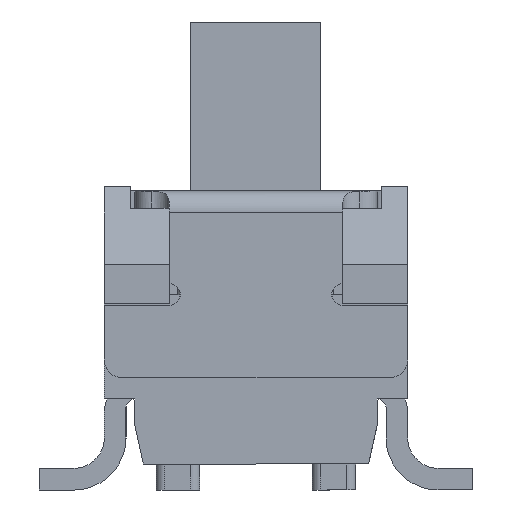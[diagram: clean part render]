
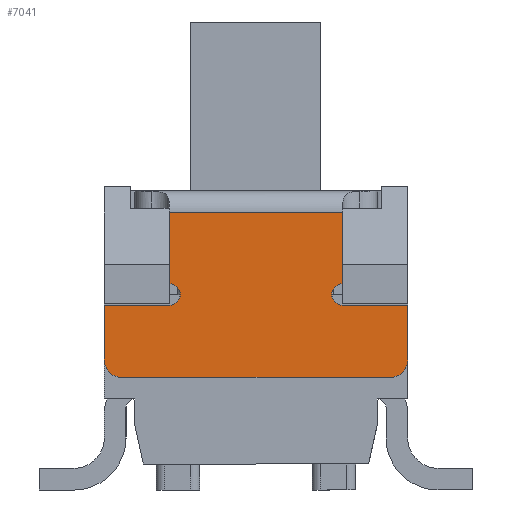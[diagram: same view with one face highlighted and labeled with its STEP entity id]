
A CAD part, left-side view. The second image highlights one B-rep face of the part: STEP entity #7041.
In plain terms, the highlighted planar face has unit normal (-1, 0, 0).
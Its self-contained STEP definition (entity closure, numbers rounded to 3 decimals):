
#1701 = EDGE_CURVE('',#1702,#1704,#1706,.T.);
#1702 = VERTEX_POINT('',#1703);
#1703 = CARTESIAN_POINT('',(-5.95,-0.764,-1.));
#1704 = VERTEX_POINT('',#1705);
#1705 = CARTESIAN_POINT('',(-5.95,-0.3,-1.));
#1706 = LINE('',#1707,#1708);
#1707 = CARTESIAN_POINT('',(-5.95,-1.12,-1.));
#1708 = VECTOR('',#1709,1.);
#1709 = DIRECTION('',(0.,1.,0.));
#1753 = VERTEX_POINT('',#1754);
#1754 = CARTESIAN_POINT('',(-5.95,-0.3,1.));
#1761 = EDGE_CURVE('',#1753,#1762,#1764,.T.);
#1762 = VERTEX_POINT('',#1763);
#1763 = CARTESIAN_POINT('',(-5.95,-0.764,1.));
#1764 = LINE('',#1765,#1766);
#1765 = CARTESIAN_POINT('',(-5.95,-0.05,1.));
#1766 = VECTOR('',#1767,1.);
#1767 = DIRECTION('',(0.,-1.,0.));
#3169 = VERTEX_POINT('',#3170);
#3170 = CARTESIAN_POINT('',(-5.95,-1.37,1.75));
#3176 = EDGE_CURVE('',#3169,#3177,#3179,.T.);
#3177 = VERTEX_POINT('',#3178);
#3178 = CARTESIAN_POINT('',(-5.95,-2.,1.75));
#3179 = LINE('',#3180,#3181);
#3180 = CARTESIAN_POINT('',(-5.95,-1.37,1.75));
#3181 = VECTOR('',#3182,1.);
#3182 = DIRECTION('',(0.,-1.,0.));
#3467 = VERTEX_POINT('',#3468);
#3468 = CARTESIAN_POINT('',(-5.95,-2.,-1.75));
#3474 = EDGE_CURVE('',#3467,#3475,#3477,.T.);
#3475 = VERTEX_POINT('',#3476);
#3476 = CARTESIAN_POINT('',(-5.95,-1.37,-1.75));
#3477 = LINE('',#3478,#3479);
#3478 = CARTESIAN_POINT('',(-5.95,-2.,-1.75));
#3479 = VECTOR('',#3480,1.);
#3480 = DIRECTION('',(0.,1.,0.));
#3893 = VERTEX_POINT('',#3894);
#3894 = CARTESIAN_POINT('',(-5.95,-1.12,-1.));
#3900 = EDGE_CURVE('',#3893,#1702,#3901,.T.);
#3901 = LINE('',#3902,#3903);
#3902 = CARTESIAN_POINT('',(-5.95,-1.12,-1.));
#3903 = VECTOR('',#3904,1.);
#3904 = DIRECTION('',(0.,1.,0.));
#3933 = VERTEX_POINT('',#3934);
#3934 = CARTESIAN_POINT('',(-5.95,-1.12,1.));
#3968 = EDGE_CURVE('',#1762,#3933,#3969,.T.);
#3969 = LINE('',#3970,#3971);
#3970 = CARTESIAN_POINT('',(-5.95,-0.05,1.));
#3971 = VECTOR('',#3972,1.);
#3972 = DIRECTION('',(0.,-1.,0.));
#7041 = ADVANCED_FACE('',(#7042),#7110,.T.);
#7042 = FACE_BOUND('',#7043,.T.);
#7043 = EDGE_LOOP('',(#7044,#7050,#7051,#7052,#7061,#7067,#7068,#7077,
    #7085,#7092,#7093,#7101,#7108,#7109));
#7044 = ORIENTED_EDGE('',*,*,#7045,.T.);
#7045 = EDGE_CURVE('',#1753,#1704,#7046,.T.);
#7046 = LINE('',#7047,#7048);
#7047 = CARTESIAN_POINT('',(-5.95,-0.3,1.45));
#7048 = VECTOR('',#7049,1.);
#7049 = DIRECTION('',(0.,0.,-1.));
#7050 = ORIENTED_EDGE('',*,*,#1701,.F.);
#7051 = ORIENTED_EDGE('',*,*,#3900,.F.);
#7052 = ORIENTED_EDGE('',*,*,#7053,.T.);
#7053 = EDGE_CURVE('',#3893,#7054,#7056,.T.);
#7054 = VERTEX_POINT('',#7055);
#7055 = CARTESIAN_POINT('',(-5.95,-1.37,-1.));
#7056 = CIRCLE('',#7057,0.125);
#7057 = AXIS2_PLACEMENT_3D('',#7058,#7059,#7060);
#7058 = CARTESIAN_POINT('',(-5.95,-1.245,-1.));
#7059 = DIRECTION('',(1.,0.,0.));
#7060 = DIRECTION('',(0.,0.,-1.));
#7061 = ORIENTED_EDGE('',*,*,#7062,.F.);
#7062 = EDGE_CURVE('',#3475,#7054,#7063,.T.);
#7063 = LINE('',#7064,#7065);
#7064 = CARTESIAN_POINT('',(-5.95,-1.37,-1.75));
#7065 = VECTOR('',#7066,1.);
#7066 = DIRECTION('',(0.,0.,1.));
#7067 = ORIENTED_EDGE('',*,*,#3474,.F.);
#7068 = ORIENTED_EDGE('',*,*,#7069,.F.);
#7069 = EDGE_CURVE('',#7070,#3467,#7072,.T.);
#7070 = VERTEX_POINT('',#7071);
#7071 = CARTESIAN_POINT('',(-5.95,-2.2,-1.55));
#7072 = CIRCLE('',#7073,0.2);
#7073 = AXIS2_PLACEMENT_3D('',#7074,#7075,#7076);
#7074 = CARTESIAN_POINT('',(-5.95,-2.,-1.55));
#7075 = DIRECTION('',(1.,0.,0.));
#7076 = DIRECTION('',(0.,0.,-1.));
#7077 = ORIENTED_EDGE('',*,*,#7078,.F.);
#7078 = EDGE_CURVE('',#7079,#7070,#7081,.T.);
#7079 = VERTEX_POINT('',#7080);
#7080 = CARTESIAN_POINT('',(-5.95,-2.2,1.55));
#7081 = LINE('',#7082,#7083);
#7082 = CARTESIAN_POINT('',(-5.95,-2.2,1.55));
#7083 = VECTOR('',#7084,1.);
#7084 = DIRECTION('',(0.,0.,-1.));
#7085 = ORIENTED_EDGE('',*,*,#7086,.F.);
#7086 = EDGE_CURVE('',#3177,#7079,#7087,.T.);
#7087 = CIRCLE('',#7088,0.2);
#7088 = AXIS2_PLACEMENT_3D('',#7089,#7090,#7091);
#7089 = CARTESIAN_POINT('',(-5.95,-2.,1.55));
#7090 = DIRECTION('',(1.,0.,0.));
#7091 = DIRECTION('',(0.,0.,-1.));
#7092 = ORIENTED_EDGE('',*,*,#3176,.F.);
#7093 = ORIENTED_EDGE('',*,*,#7094,.F.);
#7094 = EDGE_CURVE('',#7095,#3169,#7097,.T.);
#7095 = VERTEX_POINT('',#7096);
#7096 = CARTESIAN_POINT('',(-5.95,-1.37,1.));
#7097 = LINE('',#7098,#7099);
#7098 = CARTESIAN_POINT('',(-5.95,-1.37,1.));
#7099 = VECTOR('',#7100,1.);
#7100 = DIRECTION('',(0.,0.,1.));
#7101 = ORIENTED_EDGE('',*,*,#7102,.T.);
#7102 = EDGE_CURVE('',#7095,#3933,#7103,.T.);
#7103 = CIRCLE('',#7104,0.125);
#7104 = AXIS2_PLACEMENT_3D('',#7105,#7106,#7107);
#7105 = CARTESIAN_POINT('',(-5.95,-1.245,1.));
#7106 = DIRECTION('',(1.,0.,0.));
#7107 = DIRECTION('',(0.,0.,-1.));
#7108 = ORIENTED_EDGE('',*,*,#3968,.F.);
#7109 = ORIENTED_EDGE('',*,*,#1761,.F.);
#7110 = PLANE('',#7111);
#7111 = AXIS2_PLACEMENT_3D('',#7112,#7113,#7114);
#7112 = CARTESIAN_POINT('',(-5.95,-0.25,-1.));
#7113 = DIRECTION('',(-1.,0.,0.));
#7114 = DIRECTION('',(0.,0.,1.));
